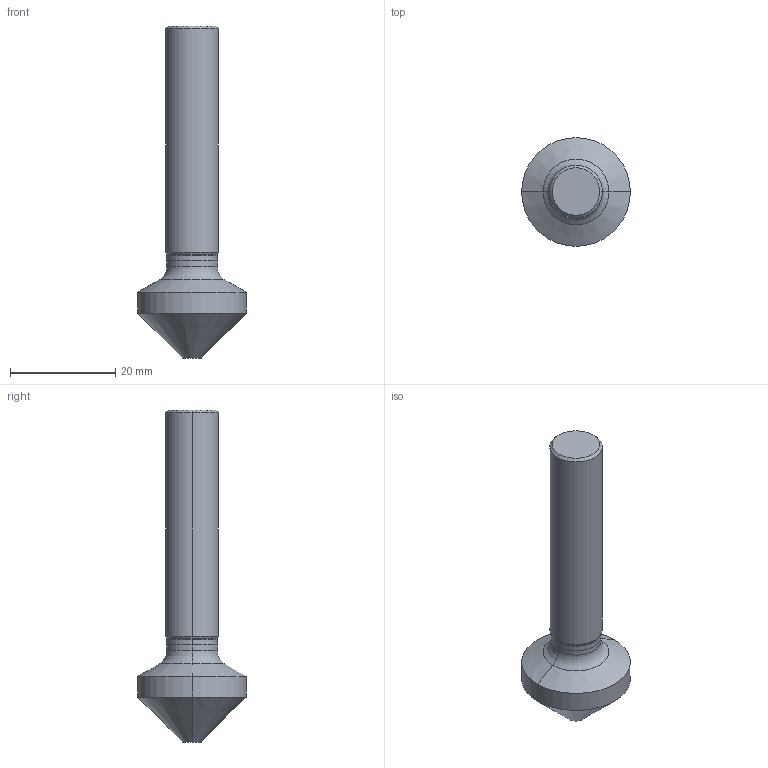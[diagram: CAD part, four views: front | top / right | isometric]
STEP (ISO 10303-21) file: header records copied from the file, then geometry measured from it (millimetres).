
FILE_DESCRIPTION((''),'2;1');
FILE_NAME('606609181-000-00-E43','2020-01-31T10:38:05',('winkhartd'),(''),'CREO PARAMETRIC BY PTC INC, 2019030','CREO PARAMETRIC BY PTC INC, 2019030','');
FILE_SCHEMA(('AP242_MANAGED_MODEL_BASED_3D_ENGINEERING_MIM_LF { 1 0 10303 442 1 1 4 }'));
Length unit declared in the file: millimetre
Products named in the file (1): 606609181-000-00-E43
Bounding box: 20.62 x 20.62 x 63 mm (x, y, z)
Volume: 6755.9 mm3; surface area: 3240.5 mm2
Topology: 2 solids, 2 shells, 25 faces, 86 edges, 65 vertices
Faces by surface type: cone 10, cylinder 8, torus 4, plane 3
Entity records: 1368 total; most frequent: DIRECTION 176, CARTESIAN_POINT 141, PRESENTATION_STYLE_ASSIGNMENT 95, ORIENTED_EDGE 92, STYLED_ITEM 89, CURVE_STYLE 87, AXIS2_PLACEMENT_3D 63, VECTOR 50
